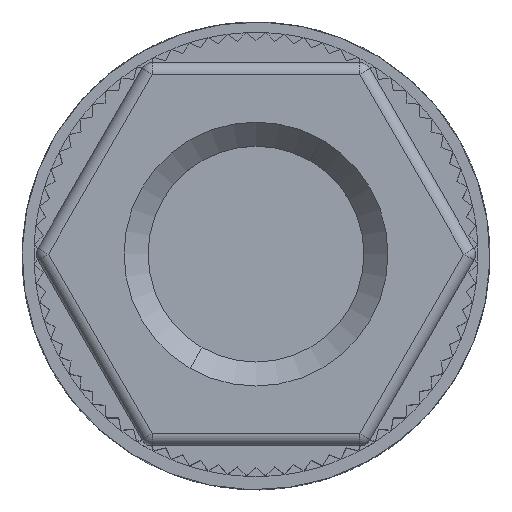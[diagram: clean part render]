
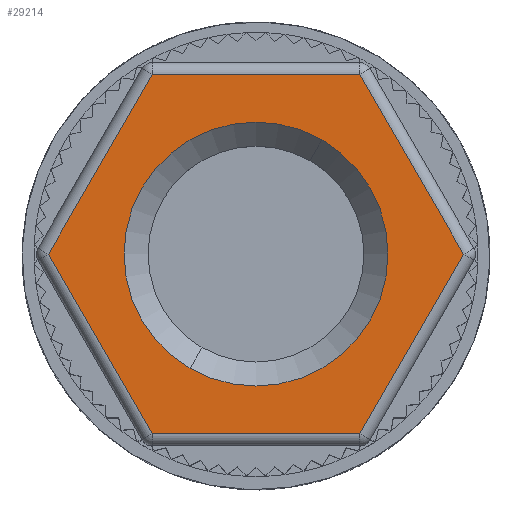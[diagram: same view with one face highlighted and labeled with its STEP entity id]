
A CAD part, top view. The second image highlights one B-rep face of the part: STEP entity #29214.
In plain terms, the highlighted planar face has unit normal (0, 0, 1).
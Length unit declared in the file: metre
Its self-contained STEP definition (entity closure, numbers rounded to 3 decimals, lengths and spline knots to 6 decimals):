
#8226=DIRECTION('',(-0.5,-0.866,0.));
#8227=VECTOR('',#8226,0.008649);
#8228=CARTESIAN_POINT('',(-0.008225,0.,0.0771));
#8229=LINE('',#8228,#8227);
#8249=DIRECTION('',(-1.,0.,0.));
#8250=VECTOR('',#8249,0.008649);
#8251=CARTESIAN_POINT('',(-0.012549,0.00749,0.0771));
#8252=LINE('',#8251,#8250);
#8253=DIRECTION('',(-0.5,0.866,0.));
#8254=VECTOR('',#8253,0.008649);
#8255=CARTESIAN_POINT('',(-0.008225,0.,0.0771));
#8256=LINE('',#8255,#8254);
#8257=DIRECTION('',(1.,0.,0.));
#8258=VECTOR('',#8257,0.008649);
#8259=CARTESIAN_POINT('',(-0.021198,-0.00749,0.0771));
#8260=LINE('',#8259,#8258);
#8261=DIRECTION('',(0.5,-0.866,0.));
#8262=VECTOR('',#8261,0.008649);
#8263=CARTESIAN_POINT('',(-0.025522,0.,0.0771));
#8264=LINE('',#8263,#8262);
#8265=CARTESIAN_POINT('',(-0.016873,0.,0.0771));
#8266=DIRECTION('',(0.,0.,-1.));
#8267=DIRECTION('',(0.5,0.866,0.));
#8268=AXIS2_PLACEMENT_3D('',#8265,#8266,#8267);
#8270=CARTESIAN_POINT('',(-0.016873,0.,0.0771));
#8271=DIRECTION('',(0.,0.,-1.));
#8272=DIRECTION('',(-0.5,-0.866,0.));
#8273=AXIS2_PLACEMENT_3D('',#8270,#8271,#8272);
#8543=DIRECTION('',(0.5,0.866,0.));
#8544=VECTOR('',#8543,0.008649);
#8545=CARTESIAN_POINT('',(-0.025522,0.,0.0771));
#8546=LINE('',#8545,#8544);
#17106=CARTESIAN_POINT('',(-0.008225,0.,0.0771));
#17108=VERTEX_POINT('',#17106);
#18094=CARTESIAN_POINT('',(-0.012549,0.00749,0.0771));
#18095=VERTEX_POINT('',#18094);
#18096=CARTESIAN_POINT('',(-0.021198,0.00749,0.0771));
#18097=VERTEX_POINT('',#18096);
#18208=CARTESIAN_POINT('',(-0.025522,0.,0.0771));
#18209=VERTEX_POINT('',#18208);
#18561=CARTESIAN_POINT('',(-0.021198,-0.00749,0.0771));
#18562=VERTEX_POINT('',#18561);
#18814=CARTESIAN_POINT('',(-0.012549,-0.00749,0.0771));
#18815=VERTEX_POINT('',#18814);
#19683=CARTESIAN_POINT('',(-0.019623,-0.004763,0.0771));
#19684=VERTEX_POINT('',#19683);
#19685=CARTESIAN_POINT('',(-0.014123,0.004763,0.0771));
#19686=VERTEX_POINT('',#19685);
#29193=CARTESIAN_POINT('',(-0.003034,-0.00799,0.0771));
#29194=DIRECTION('',(0.,0.,-1.));
#29195=DIRECTION('',(0.5,0.866,0.));
#29196=AXIS2_PLACEMENT_3D('',#29193,#29194,#29195);
#29197=PLANE('',#29196);
#29199=ORIENTED_EDGE('',*,*,#29198,.F.);
#29200=ORIENTED_EDGE('',*,*,#29184,.F.);
#29201=ORIENTED_EDGE('',*,*,#29160,.T.);
#29202=ORIENTED_EDGE('',*,*,#29038,.F.);
#29203=ORIENTED_EDGE('',*,*,#28913,.F.);
#29205=ORIENTED_EDGE('',*,*,#29204,.T.);
#29206=EDGE_LOOP('',(#29199,#29200,#29201,#29202,#29203,#29205));
#29207=FACE_OUTER_BOUND('',#29206,.F.);
#29209=ORIENTED_EDGE('',*,*,#29208,.F.);
#29211=ORIENTED_EDGE('',*,*,#29210,.F.);
#29212=EDGE_LOOP('',(#29209,#29211));
#29213=FACE_BOUND('',#29212,.F.);
#29214=ADVANCED_FACE('',(#29207,#29213),#29197,.F.);
#8269=CIRCLE('',#8268,0.0055);
#8274=CIRCLE('',#8273,0.0055);
#28913=EDGE_CURVE('',#18209,#18562,#8264,.T.);
#29038=EDGE_CURVE('',#18562,#18815,#8260,.T.);
#29160=EDGE_CURVE('',#17108,#18815,#8229,.T.);
#29184=EDGE_CURVE('',#17108,#18095,#8256,.T.);
#29198=EDGE_CURVE('',#18095,#18097,#8252,.T.);
#29204=EDGE_CURVE('',#18209,#18097,#8546,.T.);
#29208=EDGE_CURVE('',#19686,#19684,#8269,.T.);
#29210=EDGE_CURVE('',#19684,#19686,#8274,.T.);
